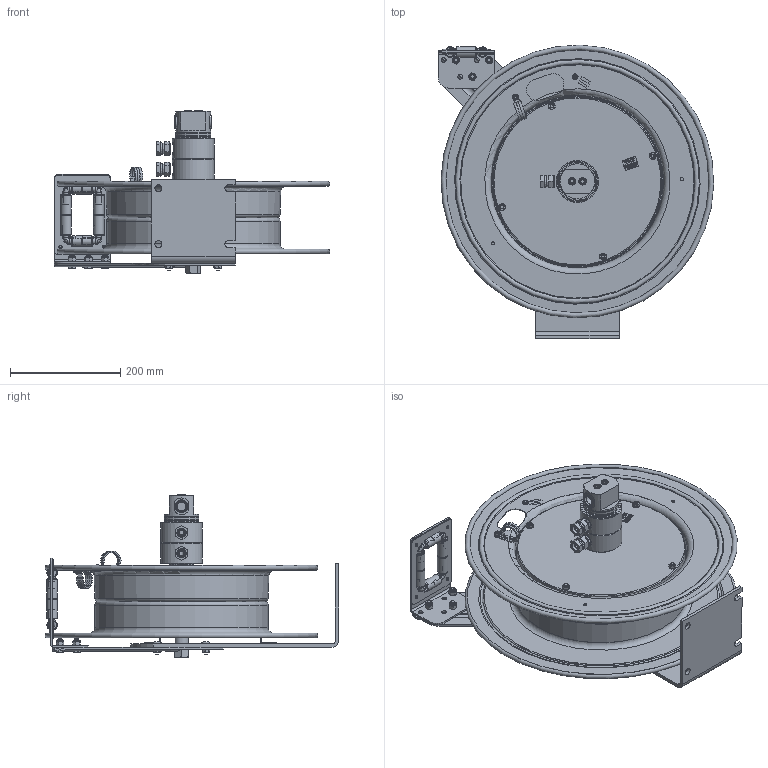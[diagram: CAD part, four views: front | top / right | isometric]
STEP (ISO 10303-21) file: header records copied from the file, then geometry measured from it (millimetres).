
FILE_DESCRIPTION(/* description */ (''),/* implementation_level */ '2;1');
FILE_NAME(/* name */ 'MPDL-N-330_SHARED.stp',/* time_stamp */ '2020-03-11T09:02:09-07:00',/* author */ ('NMelton'),/* organization */ (''),/* preprocessor_version */ 'ST-DEVELOPER v17',/* originating_system */ 'Autodesk Inventor 2019',/* authorisation */ '');
FILE_SCHEMA (('AUTOMOTIVE_DESIGN { 1 0 10303 214 3 1 1 }'));
Products named in the file (1): MPDL-N-330_SHARED
Bounding box: 500.16 x 533.34 x 295.91 mm (x, y, z)
Surface area: 1502293.7 mm2 (no closed solid volume)
Topology: 0 solids, 159 shells, 2369 faces, 9592 edges, 7105 vertices
Faces by surface type: plane 1129, cylinder 642, bspline 311, cone 180, torus 81, sphere 26
Full cylindrical faces by diameter (mm): 2.54 x1, 3.048 x1, 4.699 x4, 4.826 x2, 5.588 x5, 6.35 x8, 7.938 x3, 8.255 x2, 8.636 x3, 8.731 x4, 9.525 x1, 10.414 x1, 11.43 x3, 11.735 x2, 12.192 x7, 12.7 x2, 13.589 x2, 15.24 x2, 15.875 x1, 19.05 x7, 20.383 x2, 23.825 x2, 25.362 x1, 28.575 x1, 32.791 x1, 34.925 x1, 35.115 x1, 37.973 x1, 38.1 x1, 39.624 x1
Entity records: 106020 total; most frequent: CARTESIAN_POINT 28945, DIRECTION 14279, ORIENTED_EDGE 14243, EDGE_CURVE 9558, VERTEX_POINT 7105, LINE 4897, VECTOR 4897, AXIS2_PLACEMENT_3D 4691
